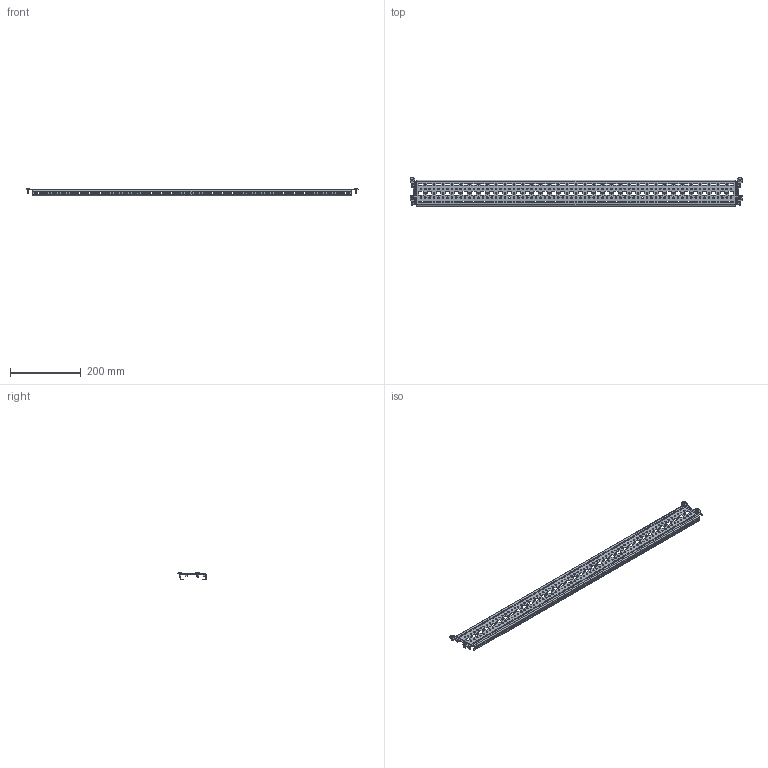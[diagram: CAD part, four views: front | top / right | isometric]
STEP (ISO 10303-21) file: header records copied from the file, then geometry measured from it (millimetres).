
FILE_DESCRIPTION (( 'STEP AP203' ), '1' );
FILE_NAME ('UR255900702 Ïëàíêà ìîíòàæíàÿ ÍÌ 17õ73 LC2_RS52 00.100 (000.801.077-04).STEP', '2022-04-20T05:59:50', ( '' ), ( '' ), 'SwSTEP 2.0', 'SolidWorks 2017', '' );
FILE_SCHEMA (( 'CONFIG_CONTROL_DESIGN' ));
Length unit declared in the file: millimetre
Products named in the file (3): Âèíò DIN 7500 C TORX_Œ5å12; 025-160 砑鳧罻 迒_04 (00.100); UR255900702 Ïëàíêà ìîíòàæíàÿ ÍÌ 17õ73 LC2_RS52 00.100 (000.801.077-04)
Assembly tree (5 placements, depth 2):
  UR255900702 Ïëàíêà ìîíòàæíàÿ ÍÌ 17õ73 LC2_RS52 00.100 (000.801.077-04)
    025-160 砑鳧罻 迒_04 (00.100)
    Âèíò DIN 7500 C TORX_Œ5å12  x4
Bounding box: 936 x 80 x 22.09 mm (x, y, z)
Volume: 127595.4 mm3; surface area: 200117.1 mm2
Topology: 5 solids, 5 shells, 1696 faces, 4942 edges, 3260 vertices
Faces by surface type: plane 916, cylinder 756, cone 16, sphere 8
Entity records: 54803 total; most frequent: CARTESIAN_POINT 9347, ORIENTED_EDGE 9212, DIRECTION 9157, EDGE_CURVE 4606, VECTOR 3169, LINE 3169, VERTEX_POINT 3038, AXIS2_PLACEMENT_3D 2994
